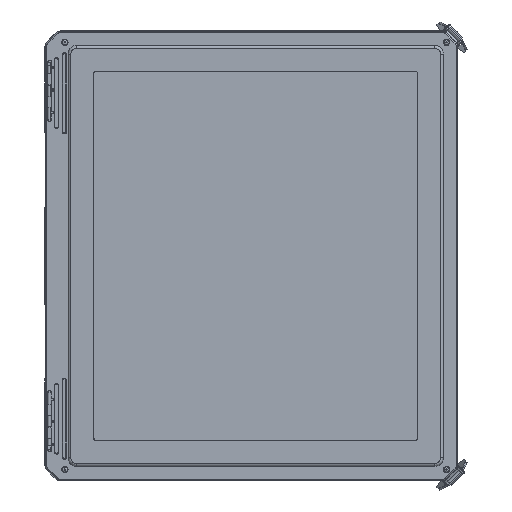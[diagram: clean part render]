
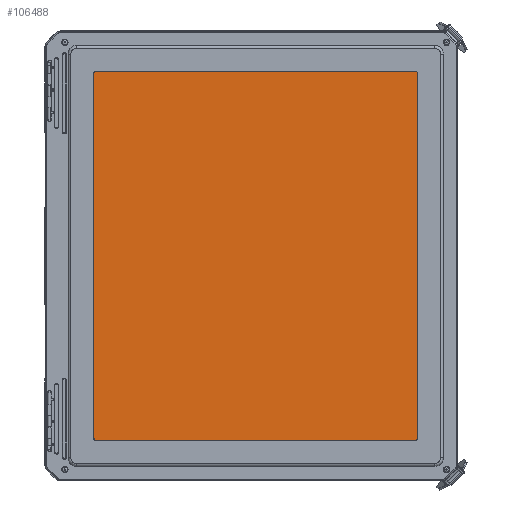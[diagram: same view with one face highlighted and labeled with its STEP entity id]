
A CAD part, top view. The second image highlights one B-rep face of the part: STEP entity #106488.
In plain terms, the highlighted planar face has unit normal (0, 0, 1).
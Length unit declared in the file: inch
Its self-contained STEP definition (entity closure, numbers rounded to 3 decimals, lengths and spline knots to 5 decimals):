
#1190 = CARTESIAN_POINT ( 'NONE',  ( -6.99979, -8.001, 10.34428 ) ) ;
#7379 = EDGE_CURVE ( 'NONE', #33695, #118704, #101406, .T. ) ;
#8287 = VERTEX_POINT ( 'NONE', #84456 ) ;
#16760 = CARTESIAN_POINT ( 'NONE',  ( -7.11479, 7.999, 10.34428 ) ) ;
#17541 = DIRECTION ( 'NONE',  ( -1., 0., 0. ) ) ;
#19683 = ORIENTED_EDGE ( 'NONE', *, *, #94114, .F. ) ;
#28632 = EDGE_CURVE ( 'NONE', #8287, #77492, #133126, .T. ) ;
#30193 = PLANE ( 'NONE',  #39234 ) ;
#32040 = CIRCLE ( 'NONE', #113381, 0.115 ) ;
#33695 = VERTEX_POINT ( 'NONE', #138082 ) ;
#34448 = CARTESIAN_POINT ( 'NONE',  ( 7.00021, 8.114, 10.34428 ) ) ;
#36069 = DIRECTION ( 'NONE',  ( 0., 1., 0. ) ) ;
#36779 = LINE ( 'NONE', #118085, #40147 ) ;
#39100 = CARTESIAN_POINT ( 'NONE',  ( -6.99979, 7.999, 10.34428 ) ) ;
#39234 = AXIS2_PLACEMENT_3D ( 'NONE', #40584, #50324, #70770 ) ;
#40147 = VECTOR ( 'NONE', #36069, 39.37008 ) ;
#40584 = CARTESIAN_POINT ( 'NONE',  ( 0.00021, -0.001, 10.34428 ) ) ;
#42195 = VECTOR ( 'NONE', #85607, 39.37008 ) ;
#42479 = CIRCLE ( 'NONE', #116406, 0.115 ) ;
#42759 = ORIENTED_EDGE ( 'NONE', *, *, #28632, .F. ) ;
#48495 = VERTEX_POINT ( 'NONE', #119324 ) ;
#50324 = DIRECTION ( 'NONE',  ( 0., 0., -1. ) ) ;
#50720 = VERTEX_POINT ( 'NONE', #16760 ) ;
#53033 = EDGE_LOOP ( 'NONE', ( #112956, #105164, #99529, #127289, #78626, #116054, #19683, #42759 ) ) ;
#54843 = DIRECTION ( 'NONE',  ( 0., 0., -1. ) ) ;
#61860 = EDGE_CURVE ( 'NONE', #118704, #134538, #73583, .T. ) ;
#63838 = LINE ( 'NONE', #34448, #42195 ) ;
#65094 = LINE ( 'NONE', #82542, #99983 ) ;
#67535 = CARTESIAN_POINT ( 'NONE',  ( 7.11521, -8.001, 10.34428 ) ) ;
#69562 = FACE_OUTER_BOUND ( 'NONE', #53033, .T. ) ;
#70770 = DIRECTION ( 'NONE',  ( -1., 0., 0. ) ) ;
#71703 = CARTESIAN_POINT ( 'NONE',  ( 7.11521, 7.999, 10.34428 ) ) ;
#72372 = DIRECTION ( 'NONE',  ( 0., 0., -1. ) ) ;
#73583 = CIRCLE ( 'NONE', #125474, 0.115 ) ;
#76361 = VECTOR ( 'NONE', #78970, 39.37008 ) ;
#77492 = VERTEX_POINT ( 'NONE', #71703 ) ;
#78626 = ORIENTED_EDGE ( 'NONE', *, *, #7379, .F. ) ;
#78970 = DIRECTION ( 'NONE',  ( -1., 0., 0. ) ) ;
#79597 = EDGE_CURVE ( 'NONE', #82748, #33695, #32040, .T. ) ;
#82542 = CARTESIAN_POINT ( 'NONE',  ( 7.11521, -8.001, 10.34428 ) ) ;
#82748 = VERTEX_POINT ( 'NONE', #67535 ) ;
#83077 = DIRECTION ( 'NONE',  ( 0., 0., -1. ) ) ;
#84456 = CARTESIAN_POINT ( 'NONE',  ( 7.00021, 8.114, 10.34428 ) ) ;
#85607 = DIRECTION ( 'NONE',  ( 1., 0., 0. ) ) ;
#89840 = CARTESIAN_POINT ( 'NONE',  ( -6.99979, -8.116, 10.34428 ) ) ;
#93813 = DIRECTION ( 'NONE',  ( 0., -1., 0. ) ) ;
#94114 = EDGE_CURVE ( 'NONE', #77492, #82748, #65094, .T. ) ;
#98258 = CARTESIAN_POINT ( 'NONE',  ( -7.11479, -8.001, 10.34428 ) ) ;
#99529 = ORIENTED_EDGE ( 'NONE', *, *, #135879, .F. ) ;
#99983 = VECTOR ( 'NONE', #93813, 39.37008 ) ;
#101406 = LINE ( 'NONE', #132391, #76361 ) ;
#104579 = DIRECTION ( 'NONE',  ( -1., 0., 0. ) ) ;
#105164 = ORIENTED_EDGE ( 'NONE', *, *, #111399, .F. ) ;
#106315 = AXIS2_PLACEMENT_3D ( 'NONE', #125201, #72372, #104579 ) ;
#106488 = ADVANCED_FACE ( 'NONE', ( #69562 ), #30193, .F. ) ;
#108859 = DIRECTION ( 'NONE',  ( -1., 0., 0. ) ) ;
#111399 = EDGE_CURVE ( 'NONE', #50720, #48495, #42479, .T. ) ;
#112956 = ORIENTED_EDGE ( 'NONE', *, *, #138539, .F. ) ;
#113381 = AXIS2_PLACEMENT_3D ( 'NONE', #114932, #83077, #116776 ) ;
#114932 = CARTESIAN_POINT ( 'NONE',  ( 7.00021, -8.001, 10.34428 ) ) ;
#116054 = ORIENTED_EDGE ( 'NONE', *, *, #79597, .F. ) ;
#116406 = AXIS2_PLACEMENT_3D ( 'NONE', #39100, #124419, #17541 ) ;
#116776 = DIRECTION ( 'NONE',  ( -1., 0., 0. ) ) ;
#118085 = CARTESIAN_POINT ( 'NONE',  ( -7.11479, 7.999, 10.34428 ) ) ;
#118704 = VERTEX_POINT ( 'NONE', #89840 ) ;
#119324 = CARTESIAN_POINT ( 'NONE',  ( -6.99979, 8.114, 10.34428 ) ) ;
#124419 = DIRECTION ( 'NONE',  ( 0., 0., -1. ) ) ;
#125201 = CARTESIAN_POINT ( 'NONE',  ( 7.00021, 7.999, 10.34428 ) ) ;
#125474 = AXIS2_PLACEMENT_3D ( 'NONE', #1190, #54843, #108859 ) ;
#127289 = ORIENTED_EDGE ( 'NONE', *, *, #61860, .F. ) ;
#132391 = CARTESIAN_POINT ( 'NONE',  ( -6.99979, -8.116, 10.34428 ) ) ;
#133126 = CIRCLE ( 'NONE', #106315, 0.115 ) ;
#134538 = VERTEX_POINT ( 'NONE', #98258 ) ;
#135879 = EDGE_CURVE ( 'NONE', #134538, #50720, #36779, .T. ) ;
#138082 = CARTESIAN_POINT ( 'NONE',  ( 7.00021, -8.116, 10.34428 ) ) ;
#138539 = EDGE_CURVE ( 'NONE', #48495, #8287, #63838, .T. ) ;
